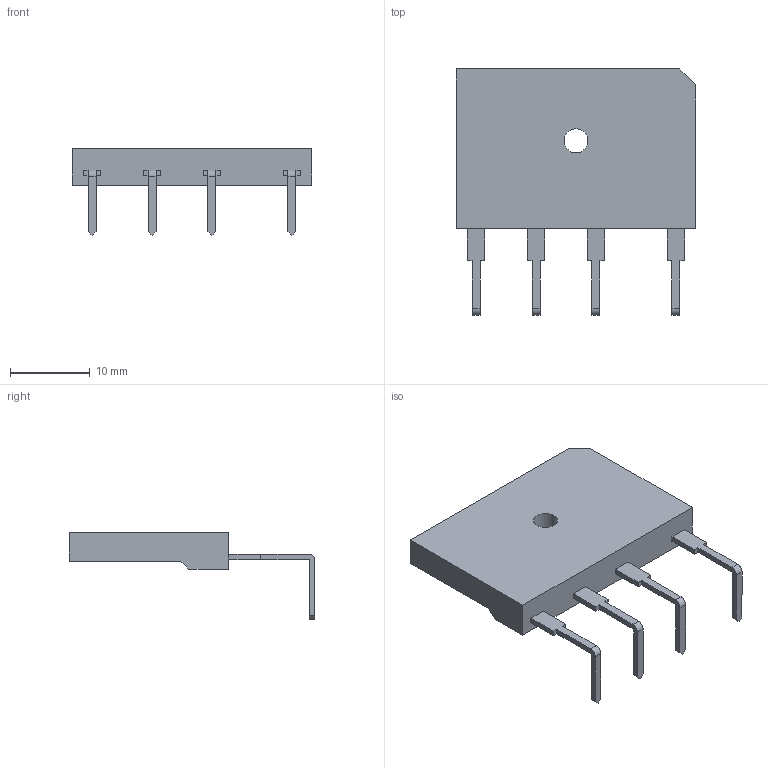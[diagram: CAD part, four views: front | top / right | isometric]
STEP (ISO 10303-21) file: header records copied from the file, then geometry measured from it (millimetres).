
FILE_DESCRIPTION(/* description */ (''),/* implementation_level */ '2;1');
FILE_NAME(/* name */ 'BrueckenGR_LVE2560E.stp',/* time_stamp */ '2023-11-30T14:14:02+01:00',/* author */ ('jansenl'),/* organization */ (''),/* preprocessor_version */ 'ST-DEVELOPER v19.2',/* originating_system */ 'Autodesk Inventor 2023',/* authorisation */ '');
FILE_SCHEMA (('AUTOMOTIVE_DESIGN { 1 0 10303 214 3 1 1 }'));
Length unit declared in the file: millimetre
Products named in the file (3): BrueckenGR_LVE2560E; BrueckenGR_LVE2560E_1; BrueckenGR_LVE2560E_Feet
Assembly tree (5 placements, depth 2):
  BrueckenGR_LVE2560E
    BrueckenGR_LVE2560E_1
    BrueckenGR_LVE2560E_Feet  x4
Bounding box: 30 x 30.8 x 10.9 mm (x, y, z)
Volume: 2355.8 mm3; surface area: 1918.3 mm2
Topology: 5 solids, 5 shells, 70 faces, 180 edges, 120 vertices
Faces by surface type: plane 61, cylinder 9
Full cylindrical faces by diameter (mm): 3 x1
Entity records: 887 total; most frequent: CARTESIAN_POINT 138, DIRECTION 135, ORIENTED_EDGE 126, EDGE_CURVE 63, LINE 57, VECTOR 57, VERTEX_POINT 42, AXIS2_PLACEMENT_3D 39
